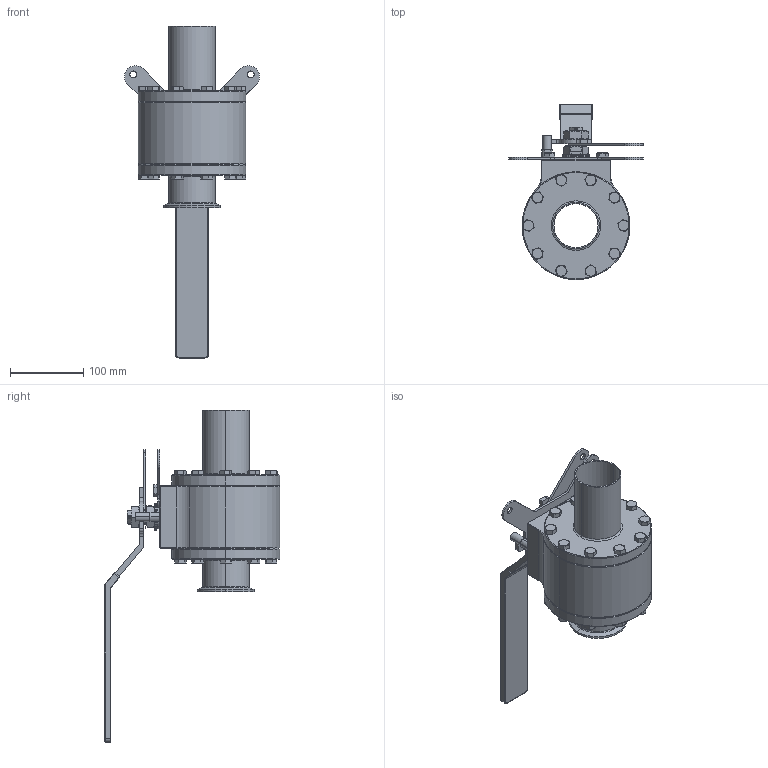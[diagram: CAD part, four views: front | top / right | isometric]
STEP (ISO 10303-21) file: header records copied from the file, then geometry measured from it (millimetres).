
FILE_DESCRIPTION (( 'STEP AP214' ), '1' );
FILE_NAME ('HP-DS-0250.STEP', '2018-12-07T20:19:51', ( '' ), ( '' ), 'SwSTEP 2.0', 'SolidWorks 2018', '' );
FILE_SCHEMA (( 'AUTOMOTIVE_DESIGN' ));
Length unit declared in the file: inch
Products named in the file (1): HP-DS-0250
Bounding box: 183.67 x 239.05 x 452.55 mm (x, y, z)
Surface area: 255223.2 mm2 (no closed solid volume)
Topology: 0 solids, 39 shells, 576 faces, 2440 edges, 1884 vertices
Faces by surface type: plane 241, cone 189, cylinder 102, torus 24, bspline 15, sphere 5
Entity records: 59442 total; most frequent: CARTESIAN_POINT 34288, ORIENTED_EDGE 3573, DIRECTION 3090, EDGE_CURVE 2435, VERTEX_POINT 1882, AXIS2_PLACEMENT_3D 1131, LINE 828, VECTOR 828
